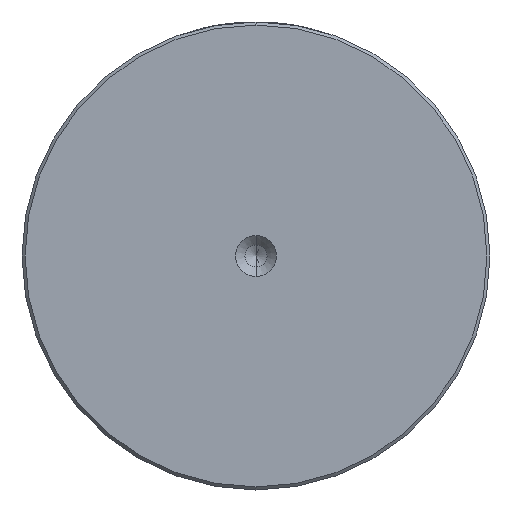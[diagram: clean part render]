
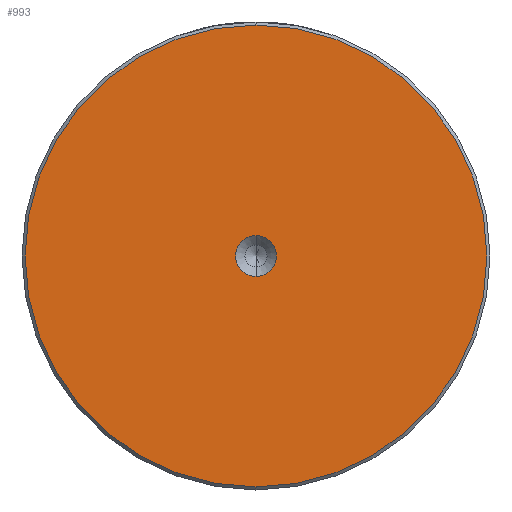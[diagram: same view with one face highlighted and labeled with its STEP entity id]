
A CAD part, left-side view. The second image highlights one B-rep face of the part: STEP entity #993.
In plain terms, the highlighted planar face has unit normal (-1, 0, 0).
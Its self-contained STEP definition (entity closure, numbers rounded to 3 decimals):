
#137 = AXIS2_PLACEMENT_3D ( 'NONE', #355, #2178, #631 ) ;
#153 = EDGE_CURVE ( 'NONE', #372, #351, #2573, .T. ) ;
#159 = ORIENTED_EDGE ( 'NONE', *, *, #153, .T. ) ;
#169 = DIRECTION ( 'NONE',  ( 0., 0., 1. ) ) ;
#303 = PLANE ( 'NONE',  #2028 ) ;
#330 = AXIS2_PLACEMENT_3D ( 'NONE', #426, #2254, #686 ) ;
#351 = VERTEX_POINT ( 'NONE', #2986 ) ;
#355 = CARTESIAN_POINT ( 'NONE',  ( 0., 0., 0. ) ) ;
#372 = VERTEX_POINT ( 'NONE', #2832 ) ;
#394 = DIRECTION ( 'NONE',  ( 0., 0., 1. ) ) ;
#426 = CARTESIAN_POINT ( 'NONE',  ( 0., 0., 0. ) ) ;
#597 = DIRECTION ( 'NONE',  ( -1., 0., 0. ) ) ;
#631 = DIRECTION ( 'NONE',  ( 0., 0., 1. ) ) ;
#667 = ORIENTED_EDGE ( 'NONE', *, *, #2733, .T. ) ;
#684 = CARTESIAN_POINT ( 'NONE',  ( 0., 0., 0. ) ) ;
#686 = DIRECTION ( 'NONE',  ( 0., 0., 1. ) ) ;
#730 = CIRCLE ( 'NONE', #137, 3.3 ) ;
#755 = CARTESIAN_POINT ( 'NONE',  ( 0., 0., 3.3 ) ) ;
#767 = CIRCLE ( 'NONE', #785, 3.3 ) ;
#785 = AXIS2_PLACEMENT_3D ( 'NONE', #3316, #1736, #169 ) ;
#993 = ADVANCED_FACE ( 'NONE', ( #2876, #2790 ), #303, .T. ) ;
#1330 = DIRECTION ( 'NONE',  ( -1., 0., 0. ) ) ;
#1343 = EDGE_CURVE ( 'NONE', #1993, #2500, #730, .T. ) ;
#1588 = CARTESIAN_POINT ( 'NONE',  ( 0., 0., 0. ) ) ;
#1736 = DIRECTION ( 'NONE',  ( -1., 0., 0. ) ) ;
#1762 = ORIENTED_EDGE ( 'NONE', *, *, #2097, .F. ) ;
#1849 = EDGE_LOOP ( 'NONE', ( #159, #667 ) ) ;
#1870 = CARTESIAN_POINT ( 'NONE',  ( 0., 0., -3.3 ) ) ;
#1993 = VERTEX_POINT ( 'NONE', #755 ) ;
#2028 = AXIS2_PLACEMENT_3D ( 'NONE', #1588, #1330, #2126 ) ;
#2054 = AXIS2_PLACEMENT_3D ( 'NONE', #684, #597, #394 ) ;
#2097 = EDGE_CURVE ( 'NONE', #2500, #1993, #767, .T. ) ;
#2126 = DIRECTION ( 'NONE',  ( 0., 0., 1. ) ) ;
#2178 = DIRECTION ( 'NONE',  ( -1., 0., 0. ) ) ;
#2185 = CIRCLE ( 'NONE', #330, 37.5 ) ;
#2254 = DIRECTION ( 'NONE',  ( -1., 0., 0. ) ) ;
#2255 = ORIENTED_EDGE ( 'NONE', *, *, #1343, .F. ) ;
#2500 = VERTEX_POINT ( 'NONE', #1870 ) ;
#2573 = CIRCLE ( 'NONE', #2054, 37.5 ) ;
#2733 = EDGE_CURVE ( 'NONE', #351, #372, #2185, .T. ) ;
#2790 = FACE_BOUND ( 'NONE', #3058, .T. ) ;
#2832 = CARTESIAN_POINT ( 'NONE',  ( 0., 0., -37.5 ) ) ;
#2876 = FACE_OUTER_BOUND ( 'NONE', #1849, .T. ) ;
#2986 = CARTESIAN_POINT ( 'NONE',  ( 0., 0., 37.5 ) ) ;
#3058 = EDGE_LOOP ( 'NONE', ( #2255, #1762 ) ) ;
#3316 = CARTESIAN_POINT ( 'NONE',  ( 0., 0., 0. ) ) ;
